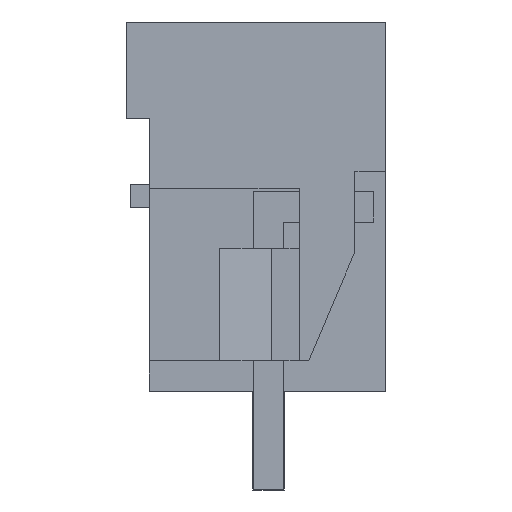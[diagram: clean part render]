
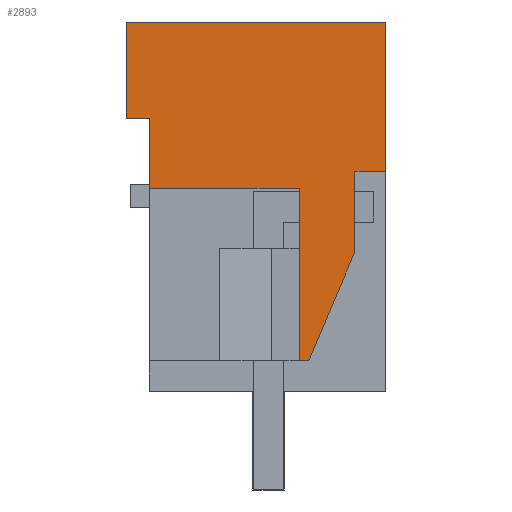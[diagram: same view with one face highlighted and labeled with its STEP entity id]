
A CAD part, left-side view. The second image highlights one B-rep face of the part: STEP entity #2893.
In plain terms, the highlighted planar face has unit normal (-1, 0, 0).
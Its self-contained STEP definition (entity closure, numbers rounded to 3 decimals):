
#2826=AXIS2_PLACEMENT_3D('Plane Axis2P3D',#2823,#2824,#2825) ;
#411=CARTESIAN_POINT('Vertex',(0.,7.68,9.8)) ;
#414=CARTESIAN_POINT('Line Origine',(0.,7.68,10.94)) ;
#418=CARTESIAN_POINT('Vertex',(0.,7.68,12.08)) ;
#2652=CARTESIAN_POINT('Vertex',(0.,2.501,4.2)) ;
#2655=CARTESIAN_POINT('Line Origine',(0.,2.655,4.2)) ;
#2659=CARTESIAN_POINT('Vertex',(0.,2.81,4.2)) ;
#2807=CARTESIAN_POINT('Vertex',(0.,2.81,9.8)) ;
#2810=CARTESIAN_POINT('Line Origine',(0.,5.245,9.8)) ;
#2823=CARTESIAN_POINT('Axis2P3D Location',(0.,8.43,1.7)) ;
#2828=CARTESIAN_POINT('Line Origine',(0.,1.752,5.968)) ;
#2832=CARTESIAN_POINT('Vertex',(0.,1.003,7.735)) ;
#2835=CARTESIAN_POINT('Line Origine',(0.,1.003,9.041)) ;
#2839=CARTESIAN_POINT('Vertex',(0.,1.003,10.346)) ;
#2842=CARTESIAN_POINT('Line Origine',(0.,0.501,10.346)) ;
#2846=CARTESIAN_POINT('Vertex',(0.,0.,10.346)) ;
#2849=CARTESIAN_POINT('Line Origine',(0.,0.,12.773)) ;
#2853=CARTESIAN_POINT('Vertex',(0.,0.,15.2)) ;
#2856=CARTESIAN_POINT('Line Origine',(0.,4.215,15.2)) ;
#2860=CARTESIAN_POINT('Vertex',(0.,8.43,15.2)) ;
#2863=CARTESIAN_POINT('Line Origine',(0.,8.43,13.64)) ;
#2867=CARTESIAN_POINT('Vertex',(0.,8.43,12.08)) ;
#2870=CARTESIAN_POINT('Line Origine',(0.,8.055,12.08)) ;
#2875=CARTESIAN_POINT('Line Origine',(0.,2.81,7.)) ;
#415=DIRECTION('Vector Direction',(0.,0.,-1.)) ;
#2656=DIRECTION('Vector Direction',(0.,1.,0.)) ;
#2811=DIRECTION('Vector Direction',(0.,1.,0.)) ;
#2824=DIRECTION('Axis2P3D Direction',(-1.,0.,0.)) ;
#2825=DIRECTION('Axis2P3D XDirection',(0.,1.,0.)) ;
#2829=DIRECTION('Vector Direction',(0.,0.39,-0.921)) ;
#2836=DIRECTION('Vector Direction',(0.,0.,-1.)) ;
#2843=DIRECTION('Vector Direction',(0.,1.,0.)) ;
#2850=DIRECTION('Vector Direction',(0.,0.,1.)) ;
#2857=DIRECTION('Vector Direction',(0.,1.,0.)) ;
#2864=DIRECTION('Vector Direction',(0.,0.,-1.)) ;
#2871=DIRECTION('Vector Direction',(0.,-1.,0.)) ;
#2876=DIRECTION('Vector Direction',(0.,0.,1.)) ;
#416=VECTOR('Line Direction',#415,1.) ;
#2657=VECTOR('Line Direction',#2656,1.) ;
#2812=VECTOR('Line Direction',#2811,1.) ;
#2830=VECTOR('Line Direction',#2829,1.) ;
#2837=VECTOR('Line Direction',#2836,1.) ;
#2844=VECTOR('Line Direction',#2843,1.) ;
#2851=VECTOR('Line Direction',#2850,1.) ;
#2858=VECTOR('Line Direction',#2857,1.) ;
#2865=VECTOR('Line Direction',#2864,1.) ;
#2872=VECTOR('Line Direction',#2871,1.) ;
#2877=VECTOR('Line Direction',#2876,1.) ;
#2881=ORIENTED_EDGE('',*,*,#2661,.F.) ;
#2882=ORIENTED_EDGE('',*,*,#2834,.F.) ;
#2883=ORIENTED_EDGE('',*,*,#2841,.F.) ;
#2884=ORIENTED_EDGE('',*,*,#2848,.F.) ;
#2885=ORIENTED_EDGE('',*,*,#2855,.T.) ;
#2886=ORIENTED_EDGE('',*,*,#2862,.T.) ;
#2887=ORIENTED_EDGE('',*,*,#2869,.T.) ;
#2888=ORIENTED_EDGE('',*,*,#2874,.T.) ;
#2889=ORIENTED_EDGE('',*,*,#420,.T.) ;
#2890=ORIENTED_EDGE('',*,*,#2814,.F.) ;
#2891=ORIENTED_EDGE('',*,*,#2879,.F.) ;
#2893=ADVANCED_FACE('HOUSING',(#2892),#2827,.T.) ;
#420=EDGE_CURVE('',#419,#412,#417,.T.) ;
#2661=EDGE_CURVE('',#2653,#2660,#2658,.T.) ;
#2814=EDGE_CURVE('',#2808,#412,#2813,.T.) ;
#2834=EDGE_CURVE('',#2833,#2653,#2831,.T.) ;
#2841=EDGE_CURVE('',#2840,#2833,#2838,.T.) ;
#2848=EDGE_CURVE('',#2847,#2840,#2845,.T.) ;
#2855=EDGE_CURVE('',#2847,#2854,#2852,.T.) ;
#2862=EDGE_CURVE('',#2854,#2861,#2859,.T.) ;
#2869=EDGE_CURVE('',#2861,#2868,#2866,.T.) ;
#2874=EDGE_CURVE('',#2868,#419,#2873,.T.) ;
#2879=EDGE_CURVE('',#2660,#2808,#2878,.T.) ;
#2880=EDGE_LOOP('',(#2881,#2882,#2883,#2884,#2885,#2886,#2887,#2888,#2889,#2890,#2891)) ;
#2892=FACE_OUTER_BOUND('',#2880,.T.) ;
#417=LINE('Line',#414,#416) ;
#2658=LINE('Line',#2655,#2657) ;
#2813=LINE('Line',#2810,#2812) ;
#2831=LINE('Line',#2828,#2830) ;
#2838=LINE('Line',#2835,#2837) ;
#2845=LINE('Line',#2842,#2844) ;
#2852=LINE('Line',#2849,#2851) ;
#2859=LINE('Line',#2856,#2858) ;
#2866=LINE('Line',#2863,#2865) ;
#2873=LINE('Line',#2870,#2872) ;
#2878=LINE('Line',#2875,#2877) ;
#2827=PLANE('',#2826) ;
#412=VERTEX_POINT('',#411) ;
#419=VERTEX_POINT('',#418) ;
#2653=VERTEX_POINT('',#2652) ;
#2660=VERTEX_POINT('',#2659) ;
#2808=VERTEX_POINT('',#2807) ;
#2833=VERTEX_POINT('',#2832) ;
#2840=VERTEX_POINT('',#2839) ;
#2847=VERTEX_POINT('',#2846) ;
#2854=VERTEX_POINT('',#2853) ;
#2861=VERTEX_POINT('',#2860) ;
#2868=VERTEX_POINT('',#2867) ;
